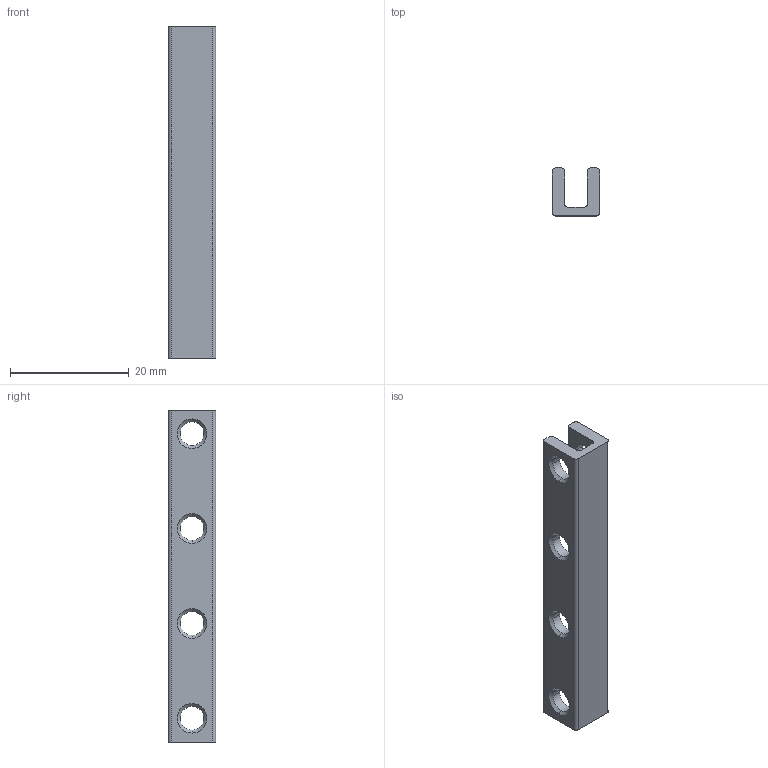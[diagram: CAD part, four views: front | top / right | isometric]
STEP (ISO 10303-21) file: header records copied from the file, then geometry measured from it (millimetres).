
FILE_DESCRIPTION (( 'STEP AP214' ), '1' );
FILE_NAME ('Beam0808-056µ¥¿×Áº.STEP', '2016-10-26T10:40:33', ( 'dell' ), ( '' ), 'SwSTEP 2.0', 'SolidWorks 2013', '' );
FILE_SCHEMA (( 'AUTOMOTIVE_DESIGN' ));
Length unit declared in the file: millimetre
Products named in the file (1): Beam0808-056等謂褽
Bounding box: 8 x 8 x 56 mm (x, y, z)
Volume: 1942.8 mm3; surface area: 2495.7 mm2
Topology: 1 solids, 1 shells, 50 faces, 144 edges, 96 vertices
Faces by surface type: cylinder 24, cone 16, plane 10
Entity records: 1754 total; most frequent: DIRECTION 326, CARTESIAN_POINT 291, ORIENTED_EDGE 288, EDGE_CURVE 144, AXIS2_PLACEMENT_3D 131, VERTEX_POINT 96, CIRCLE 80, EDGE_LOOP 66
